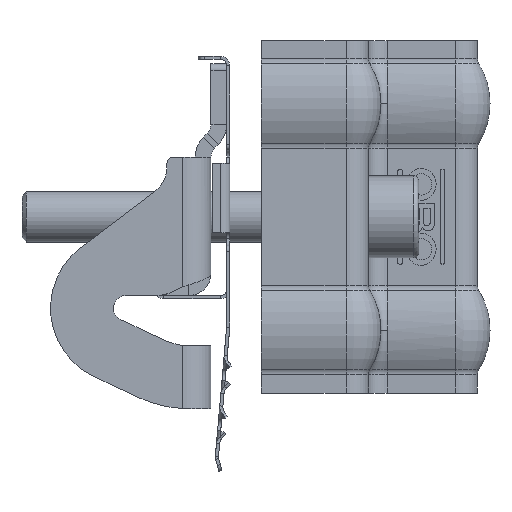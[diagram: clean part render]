
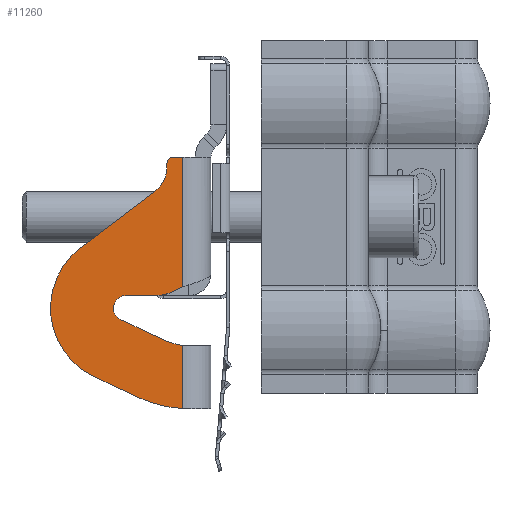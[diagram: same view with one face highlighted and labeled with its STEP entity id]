
A CAD part, left-side view. The second image highlights one B-rep face of the part: STEP entity #11260.
In plain terms, the highlighted planar face has unit normal (-1, 0, 0).
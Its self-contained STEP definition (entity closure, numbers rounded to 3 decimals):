
#84 = CARTESIAN_POINT ( 'NONE',  ( -27., 6.086, -2. ) ) ;
#115 = DIRECTION ( 'NONE',  ( 1., 0., 0. ) ) ;
#252 = DIRECTION ( 'NONE',  ( 0., 0., 1. ) ) ;
#295 = VECTOR ( 'NONE', #4294, 1000. ) ;
#423 = CARTESIAN_POINT ( 'NONE',  ( -27., 2., 0. ) ) ;
#616 = CARTESIAN_POINT ( 'NONE',  ( -27., 0.725, 0. ) ) ;
#818 = CARTESIAN_POINT ( 'NONE',  ( -27., 2., -19.959 ) ) ;
#937 = VECTOR ( 'NONE', #2642, 1000. ) ;
#988 = EDGE_CURVE ( 'NONE', #4993, #13723, #7853, .T. ) ;
#1109 = EDGE_CURVE ( 'NONE', #11288, #7994, #11670, .T. ) ;
#1157 = CARTESIAN_POINT ( 'NONE',  ( -27., -2.528, 1.5 ) ) ;
#1339 = CIRCLE ( 'NONE', #11831, 10. ) ;
#1409 = AXIS2_PLACEMENT_3D ( 'NONE', #12051, #2209, #10586 ) ;
#1434 = CARTESIAN_POINT ( 'NONE',  ( -27., 11.828, -5.808 ) ) ;
#1577 = ORIENTED_EDGE ( 'NONE', *, *, #2179, .T. ) ;
#1708 = CARTESIAN_POINT ( 'NONE',  ( -27., 4.472, 16. ) ) ;
#1723 = VECTOR ( 'NONE', #14377, 1000. ) ;
#1844 = CARTESIAN_POINT ( 'NONE',  ( -27., 10.972, -2. ) ) ;
#1853 = AXIS2_PLACEMENT_3D ( 'NONE', #4750, #10618, #13113 ) ;
#1868 = ORIENTED_EDGE ( 'NONE', *, *, #8040, .F. ) ;
#1903 = CARTESIAN_POINT ( 'NONE',  ( -27., 4.472, 20. ) ) ;
#2088 = EDGE_LOOP ( 'NONE', ( #1868, #14050, #11357, #4962, #7438, #13619, #13764, #8467, #14297, #12916, #1577, #8329, #9371, #4499, #3109, #4426 ) ) ;
#2179 = EDGE_CURVE ( 'NONE', #9150, #11288, #5505, .T. ) ;
#2209 = DIRECTION ( 'NONE',  ( 1., 0., 0. ) ) ;
#2642 = DIRECTION ( 'NONE',  ( 0., -1., 0. ) ) ;
#2697 = VERTEX_POINT ( 'NONE', #4552 ) ;
#2760 = CARTESIAN_POINT ( 'NONE',  ( -27., 0.725, 0. ) ) ;
#2784 = CARTESIAN_POINT ( 'NONE',  ( -27., 2., 20. ) ) ;
#2819 = AXIS2_PLACEMENT_3D ( 'NONE', #4953, #6198, #14703 ) ;
#2957 = EDGE_CURVE ( 'NONE', #14786, #9715, #3976, .T. ) ;
#3109 = ORIENTED_EDGE ( 'NONE', *, *, #9282, .F. ) ;
#3297 = LINE ( 'NONE', #9398, #11575 ) ;
#3299 = AXIS2_PLACEMENT_3D ( 'NONE', #2760, #115, #252 ) ;
#3380 = LINE ( 'NONE', #14150, #8020 ) ;
#3394 = VERTEX_POINT ( 'NONE', #2784 ) ;
#3455 = DIRECTION ( 'NONE',  ( 0., 0.904, 0.428 ) ) ;
#3827 = CIRCLE ( 'NONE', #10589, 5. ) ;
#3945 = CARTESIAN_POINT ( 'NONE',  ( -27., 0.725, 0. ) ) ;
#3976 = CIRCLE ( 'NONE', #4504, 20. ) ;
#4211 = DIRECTION ( 'NONE',  ( 0., 0., 1. ) ) ;
#4221 = VERTEX_POINT ( 'NONE', #4618 ) ;
#4223 = VECTOR ( 'NONE', #9025, 1000. ) ;
#4294 = DIRECTION ( 'NONE',  ( 0., -0.797, 0.605 ) ) ;
#4295 = DIRECTION ( 'NONE',  ( 1., 0., 0. ) ) ;
#4352 = CARTESIAN_POINT ( 'NONE',  ( -27., -3.528, 20. ) ) ;
#4379 = VECTOR ( 'NONE', #12693, 1000. ) ;
#4426 = ORIENTED_EDGE ( 'NONE', *, *, #13160, .F. ) ;
#4499 = ORIENTED_EDGE ( 'NONE', *, *, #6988, .T. ) ;
#4504 = AXIS2_PLACEMENT_3D ( 'NONE', #616, #4295, #4211 ) ;
#4552 = CARTESIAN_POINT ( 'NONE',  ( -27., 2., -0.611 ) ) ;
#4618 = CARTESIAN_POINT ( 'NONE',  ( -27., 16.107, -14.846 ) ) ;
#4750 = CARTESIAN_POINT ( 'NONE',  ( -27., 9.472, 18.482 ) ) ;
#4844 = CIRCLE ( 'NONE', #2819, 12. ) ;
#4953 = CARTESIAN_POINT ( 'NONE',  ( -27., 10.972, -4. ) ) ;
#4962 = ORIENTED_EDGE ( 'NONE', *, *, #12985, .T. ) ;
#4993 = VERTEX_POINT ( 'NONE', #8242 ) ;
#5440 = DIRECTION ( 'NONE',  ( 0., -1., 0. ) ) ;
#5505 = LINE ( 'NONE', #5589, #4223 ) ;
#5589 = CARTESIAN_POINT ( 'NONE',  ( -27., 11.828, -5.808 ) ) ;
#6129 = CARTESIAN_POINT ( 'NONE',  ( -27., 9.282, -18.077 ) ) ;
#6198 = DIRECTION ( 'NONE',  ( 1., 0., 0. ) ) ;
#6291 = FACE_OUTER_BOUND ( 'NONE', #2088, .T. ) ;
#6928 = DIRECTION ( 'NONE',  ( 0., 0., 1. ) ) ;
#6988 = EDGE_CURVE ( 'NONE', #15443, #11276, #3827, .T. ) ;
#7089 = CARTESIAN_POINT ( 'NONE',  ( -27., 3.472, 19. ) ) ;
#7170 = EDGE_CURVE ( 'NONE', #4221, #11694, #4844, .T. ) ;
#7339 = CIRCLE ( 'NONE', #9344, 1. ) ;
#7435 = VECTOR ( 'NONE', #9377, 1000. ) ;
#7438 = ORIENTED_EDGE ( 'NONE', *, *, #12286, .F. ) ;
#7853 = LINE ( 'NONE', #1903, #4379 ) ;
#7928 = EDGE_CURVE ( 'NONE', #10606, #14786, #8437, .T. ) ;
#7937 = VERTEX_POINT ( 'NONE', #8956 ) ;
#7987 = DIRECTION ( 'NONE',  ( 0., 0., -1. ) ) ;
#7994 = VERTEX_POINT ( 'NONE', #1844 ) ;
#8020 = VECTOR ( 'NONE', #3455, 1000. ) ;
#8040 = EDGE_CURVE ( 'NONE', #8589, #3394, #12939, .T. ) ;
#8092 = DIRECTION ( 'NONE',  ( -1., 0., 0. ) ) ;
#8242 = CARTESIAN_POINT ( 'NONE',  ( -27., 4.472, 18.482 ) ) ;
#8329 = ORIENTED_EDGE ( 'NONE', *, *, #1109, .T. ) ;
#8437 = LINE ( 'NONE', #423, #1723 ) ;
#8467 = ORIENTED_EDGE ( 'NONE', *, *, #2957, .F. ) ;
#8513 = CARTESIAN_POINT ( 'NONE',  ( -27., -61.028, -2. ) ) ;
#8584 = CIRCLE ( 'NONE', #1853, 5. ) ;
#8589 = VERTEX_POINT ( 'NONE', #12920 ) ;
#8716 = DIRECTION ( 'NONE',  ( 0., 0., 1. ) ) ;
#8956 = CARTESIAN_POINT ( 'NONE',  ( -27., 6.449, 14.499 ) ) ;
#9025 = DIRECTION ( 'NONE',  ( 0., 0.904, 0.428 ) ) ;
#9056 = EDGE_CURVE ( 'NONE', #7994, #15443, #14602, .T. ) ;
#9150 = VERTEX_POINT ( 'NONE', #12660 ) ;
#9267 = CARTESIAN_POINT ( 'NONE',  ( -27., 6.086, 3. ) ) ;
#9282 = EDGE_CURVE ( 'NONE', #2697, #11276, #9445, .T. ) ;
#9344 = AXIS2_PLACEMENT_3D ( 'NONE', #7089, #12937, #10675 ) ;
#9371 = ORIENTED_EDGE ( 'NONE', *, *, #9056, .T. ) ;
#9377 = DIRECTION ( 'NONE',  ( 0., 0.906, -0.423 ) ) ;
#9398 = CARTESIAN_POINT ( 'NONE',  ( -27., 2., 0. ) ) ;
#9445 = LINE ( 'NONE', #1157, #7435 ) ;
#9715 = VERTEX_POINT ( 'NONE', #6129 ) ;
#10586 = DIRECTION ( 'NONE',  ( 0., 0., -1. ) ) ;
#10589 = AXIS2_PLACEMENT_3D ( 'NONE', #9267, #8092, #6928 ) ;
#10606 = VERTEX_POINT ( 'NONE', #12434 ) ;
#10618 = DIRECTION ( 'NONE',  ( 1., 0., 0. ) ) ;
#10675 = DIRECTION ( 'NONE',  ( 0., 1., 0. ) ) ;
#10742 = EDGE_CURVE ( 'NONE', #9715, #4221, #3380, .T. ) ;
#11260 = ADVANCED_FACE ( 'NONE', ( #6291 ), #12080, .F. ) ;
#11276 = VERTEX_POINT ( 'NONE', #14716 ) ;
#11288 = VERTEX_POINT ( 'NONE', #1434 ) ;
#11357 = ORIENTED_EDGE ( 'NONE', *, *, #988, .F. ) ;
#11575 = VECTOR ( 'NONE', #7987, 1000. ) ;
#11606 = CARTESIAN_POINT ( 'NONE',  ( -27., 4.472, 19. ) ) ;
#11670 = CIRCLE ( 'NONE', #1409, 2. ) ;
#11694 = VERTEX_POINT ( 'NONE', #12057 ) ;
#11831 = AXIS2_PLACEMENT_3D ( 'NONE', #3945, #12238, #8716 ) ;
#12051 = CARTESIAN_POINT ( 'NONE',  ( -27., 10.972, -4. ) ) ;
#12057 = CARTESIAN_POINT ( 'NONE',  ( -27., 18.228, 5.558 ) ) ;
#12080 = PLANE ( 'NONE',  #3299 ) ;
#12238 = DIRECTION ( 'NONE',  ( 1., 0., 0. ) ) ;
#12286 = EDGE_CURVE ( 'NONE', #11694, #7937, #12583, .T. ) ;
#12434 = CARTESIAN_POINT ( 'NONE',  ( -27., 2., -9.918 ) ) ;
#12583 = LINE ( 'NONE', #1708, #295 ) ;
#12660 = CARTESIAN_POINT ( 'NONE',  ( -27., 5.004, -9.038 ) ) ;
#12693 = DIRECTION ( 'NONE',  ( 0., 0., 1. ) ) ;
#12916 = ORIENTED_EDGE ( 'NONE', *, *, #14693, .T. ) ;
#12920 = CARTESIAN_POINT ( 'NONE',  ( -27., 3.472, 20. ) ) ;
#12937 = DIRECTION ( 'NONE',  ( -1., 0., 0. ) ) ;
#12939 = LINE ( 'NONE', #4352, #15453 ) ;
#12985 = EDGE_CURVE ( 'NONE', #4993, #7937, #8584, .T. ) ;
#13113 = DIRECTION ( 'NONE',  ( 0., 0., 1. ) ) ;
#13160 = EDGE_CURVE ( 'NONE', #3394, #2697, #3297, .T. ) ;
#13619 = ORIENTED_EDGE ( 'NONE', *, *, #7170, .F. ) ;
#13723 = VERTEX_POINT ( 'NONE', #11606 ) ;
#13764 = ORIENTED_EDGE ( 'NONE', *, *, #10742, .F. ) ;
#14050 = ORIENTED_EDGE ( 'NONE', *, *, #14911, .T. ) ;
#14150 = CARTESIAN_POINT ( 'NONE',  ( -27., 16.107, -14.846 ) ) ;
#14297 = ORIENTED_EDGE ( 'NONE', *, *, #7928, .F. ) ;
#14377 = DIRECTION ( 'NONE',  ( 0., 0., -1. ) ) ;
#14602 = LINE ( 'NONE', #8513, #937 ) ;
#14693 = EDGE_CURVE ( 'NONE', #10606, #9150, #1339, .T. ) ;
#14703 = DIRECTION ( 'NONE',  ( 0., 0., -1. ) ) ;
#14716 = CARTESIAN_POINT ( 'NONE',  ( -27., 3.973, -1.532 ) ) ;
#14786 = VERTEX_POINT ( 'NONE', #818 ) ;
#14911 = EDGE_CURVE ( 'NONE', #8589, #13723, #7339, .T. ) ;
#15443 = VERTEX_POINT ( 'NONE', #84 ) ;
#15453 = VECTOR ( 'NONE', #5440, 1000. ) ;
